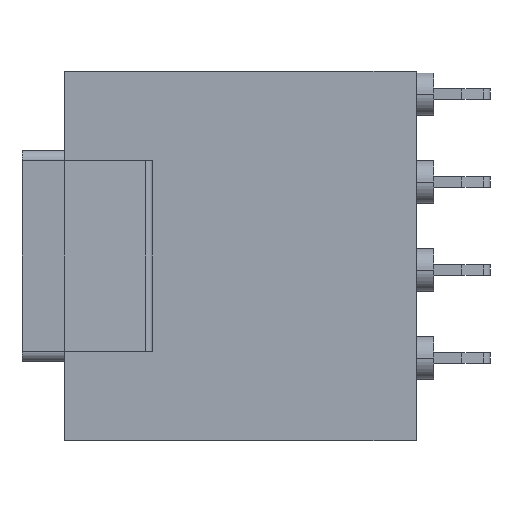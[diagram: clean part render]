
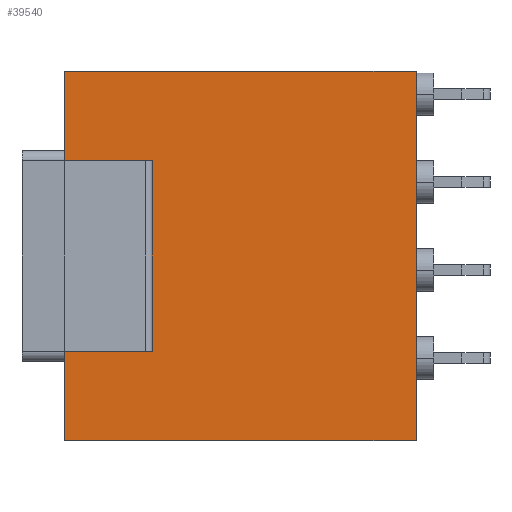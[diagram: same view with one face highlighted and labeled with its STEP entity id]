
A CAD part, front view. The second image highlights one B-rep face of the part: STEP entity #39540.
In plain terms, the highlighted planar face has unit normal (0, -1, 0).
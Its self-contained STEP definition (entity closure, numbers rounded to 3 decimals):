
#23440=CARTESIAN_POINT('',(-13.539,-17.222,-4.95));
#23450=VERTEX_POINT('',#23440);
#23780=CARTESIAN_POINT('',(-13.539,-17.222,5.55));
#23790=VERTEX_POINT('',#23780);
#23820=CARTESIAN_POINT('',(-13.539,-17.222,0.));
#23830=DIRECTION('',(0.,0.,1.));
#23840=VECTOR('',#23830,1.);
#23850=LINE('',#23820,#23840);
#23860=EDGE_CURVE('',#23450,#23790,#23850,.T.);
#34160=CARTESIAN_POINT('',(-3.539,-17.222,5.55));
#34170=VERTEX_POINT('',#34160);
#34200=CARTESIAN_POINT('',(0.,-17.222,5.55));
#34210=DIRECTION('',(1.,0.,0.));
#34220=VECTOR('',#34210,1.);
#34230=LINE('',#34200,#34220);
#34240=EDGE_CURVE('',#23790,#34170,#34230,.T.);
#37700=CARTESIAN_POINT('',(-3.539,-17.222,-4.95));
#37710=VERTEX_POINT('',#37700);
#37740=CARTESIAN_POINT('',(-3.539,-17.222,0.));
#37750=DIRECTION('',(0.,0.,-1.));
#37760=VECTOR('',#37750,1.);
#37770=LINE('',#37740,#37760);
#37780=EDGE_CURVE('',#34170,#37710,#37770,.T.);
#39380=CARTESIAN_POINT('',(-4.758,-17.222,1.295
));
#39390=DIRECTION('',(0.,-1.,0.));
#39400=DIRECTION('',(1.,0.,0.));
#39410=AXIS2_PLACEMENT_3D('',#39380,#39390,#39400);
#39420=PLANE('',#39410);
#39430=ORIENTED_EDGE('',*,*,#37780,.F.);
#39440=CARTESIAN_POINT('',(0.,-17.222,-4.95));
#39450=DIRECTION('',(1.,0.,0.));
#39460=VECTOR('',#39450,1.);
#39470=LINE('',#39440,#39460);
#39480=EDGE_CURVE('',#23450,#37710,#39470,.T.);
#39490=ORIENTED_EDGE('',*,*,#39480,.T.);
#39500=ORIENTED_EDGE('',*,*,#23860,.F.);
#39510=ORIENTED_EDGE('',*,*,#34240,.F.);
#39520=EDGE_LOOP('',(#39510,#39500,#39490,#39430));
#39530=FACE_OUTER_BOUND('',#39520,.T.);
#39540=ADVANCED_FACE('',(#39530),#39420,.T.);
